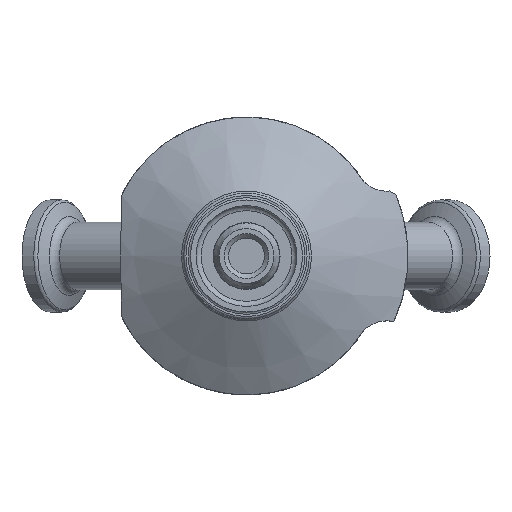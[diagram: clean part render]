
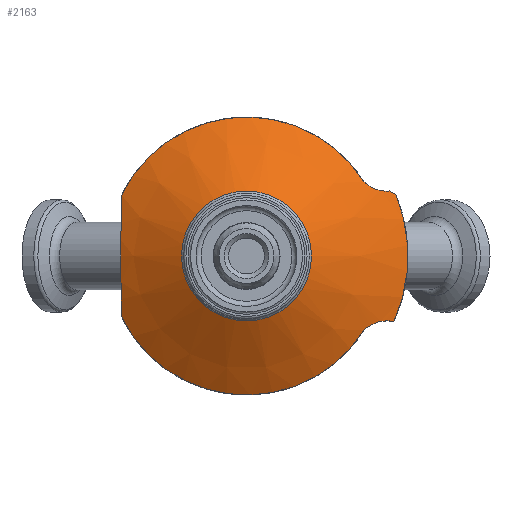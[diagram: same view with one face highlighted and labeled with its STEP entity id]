
A CAD part, front view. The second image highlights one B-rep face of the part: STEP entity #2163.
In plain terms, the highlighted conical face has half-angle 59.421 degrees and reference radius 25.246 mm.
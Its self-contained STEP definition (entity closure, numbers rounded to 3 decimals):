
#14=(
BOUNDED_CURVE()
B_SPLINE_CURVE(2,(#3543,#3544,#3545),.UNSPECIFIED.,.F.,.F.)
B_SPLINE_CURVE_WITH_KNOTS((3,3),(2.358,3.855),
 .UNSPECIFIED.)
CURVE()
GEOMETRIC_REPRESENTATION_ITEM()
RATIONAL_B_SPLINE_CURVE((1.135,1.135,1.081))
REPRESENTATION_ITEM('')
);
#15=(
BOUNDED_CURVE()
B_SPLINE_CURVE(2,(#3546,#3547,#3548),.UNSPECIFIED.,.F.,.F.)
B_SPLINE_CURVE_WITH_KNOTS((3,3),(0.861,2.358),
 .UNSPECIFIED.)
CURVE()
GEOMETRIC_REPRESENTATION_ITEM()
RATIONAL_B_SPLINE_CURVE((1.081,1.135,1.135))
REPRESENTATION_ITEM('')
);
#16=(
BOUNDED_CURVE()
B_SPLINE_CURVE(2,(#3818,#3819,#3820),.UNSPECIFIED.,.F.,.F.)
B_SPLINE_CURVE_WITH_KNOTS((3,3),(4.497,4.624),
 .UNSPECIFIED.)
CURVE()
GEOMETRIC_REPRESENTATION_ITEM()
RATIONAL_B_SPLINE_CURVE((1.015,1.008,1.))
REPRESENTATION_ITEM('')
);
#47=CONICAL_SURFACE('',#2453,25.246,1.037);
#224=B_SPLINE_CURVE_WITH_KNOTS('',3,(#3571,#3572,#3573,#3574,#3575,#3576,
#3577,#3578,#3579,#3580),.UNSPECIFIED.,.F.,.F.,(4,2,2,2,4),(3.673,
3.794,4.023,4.297,4.43),
 .UNSPECIFIED.);
#225=B_SPLINE_CURVE_WITH_KNOTS('',3,(#3804,#3805,#3806,#3807,#3808,#3809,
#3810,#3811,#3812,#3813),.UNSPECIFIED.,.F.,.F.,(4,2,2,2,4),(2.808,
2.834,3.108,3.336,3.458),
 .UNSPECIFIED.);
#323=FACE_OUTER_BOUND('',#439,.T.);
#439=EDGE_LOOP('',(#1813,#1814,#1815,#1816,#1817,#1818,#1819,#1820,#1821,
#1822,#1823,#1824,#1825));
#530=LINE('',#3815,#601);
#601=VECTOR('',#3059,25.246);
#679=CIRCLE('',#2303,14.491);
#681=CIRCLE('',#2305,14.491);
#682=CIRCLE('',#2306,14.491);
#683=CIRCLE('',#2327,31.);
#684=CIRCLE('',#2330,31.);
#773=CIRCLE('',#2454,36.);
#893=VERTEX_POINT('',#3509);
#894=VERTEX_POINT('',#3510);
#895=VERTEX_POINT('',#3513);
#902=VERTEX_POINT('',#3535);
#905=VERTEX_POINT('',#3540);
#906=VERTEX_POINT('',#3542);
#913=VERTEX_POINT('',#3568);
#914=VERTEX_POINT('',#3570);
#915=VERTEX_POINT('',#3586);
#993=VERTEX_POINT('',#3802);
#994=VERTEX_POINT('',#3816);
#1147=EDGE_CURVE('',#893,#894,#679,.T.);
#1149=EDGE_CURVE('',#894,#895,#681,.T.);
#1150=EDGE_CURVE('',#895,#893,#682,.T.);
#1163=EDGE_CURVE('',#906,#905,#14,.T.);
#1164=EDGE_CURVE('',#902,#906,#15,.T.);
#1175=EDGE_CURVE('',#914,#913,#224,.T.);
#1177=EDGE_CURVE('',#905,#914,#683,.T.);
#1179=EDGE_CURVE('',#915,#902,#684,.T.);
#1286=EDGE_CURVE('',#993,#915,#225,.T.);
#1287=EDGE_CURVE('',#895,#906,#530,.T.);
#1288=EDGE_CURVE('',#913,#994,#773,.T.);
#1289=EDGE_CURVE('',#993,#994,#16,.T.);
#1813=ORIENTED_EDGE('',*,*,#1147,.F.);
#1814=ORIENTED_EDGE('',*,*,#1150,.F.);
#1815=ORIENTED_EDGE('',*,*,#1287,.T.);
#1816=ORIENTED_EDGE('',*,*,#1163,.T.);
#1817=ORIENTED_EDGE('',*,*,#1177,.T.);
#1818=ORIENTED_EDGE('',*,*,#1175,.T.);
#1819=ORIENTED_EDGE('',*,*,#1288,.T.);
#1820=ORIENTED_EDGE('',*,*,#1289,.F.);
#1821=ORIENTED_EDGE('',*,*,#1286,.T.);
#1822=ORIENTED_EDGE('',*,*,#1179,.T.);
#1823=ORIENTED_EDGE('',*,*,#1164,.T.);
#1824=ORIENTED_EDGE('',*,*,#1287,.F.);
#1825=ORIENTED_EDGE('',*,*,#1149,.F.);
#2163=ADVANCED_FACE('',(#323),#47,.T.);
#2303=AXIS2_PLACEMENT_3D('',#3511,#2729,#2730);
#2305=AXIS2_PLACEMENT_3D('',#3514,#2733,#2734);
#2306=AXIS2_PLACEMENT_3D('',#3515,#2735,#2736);
#2327=AXIS2_PLACEMENT_3D('',#3583,#2789,#2790);
#2330=AXIS2_PLACEMENT_3D('',#3587,#2795,#2796);
#2453=AXIS2_PLACEMENT_3D('',#3814,#3057,#3058);
#2454=AXIS2_PLACEMENT_3D('',#3817,#3060,#3061);
#2729=DIRECTION('center_axis',(0.,-1.,0.));
#2730=DIRECTION('ref_axis',(1.,0.,0.));
#2733=DIRECTION('center_axis',(0.,-1.,0.));
#2734=DIRECTION('ref_axis',(1.,0.,0.));
#2735=DIRECTION('center_axis',(0.,-1.,0.));
#2736=DIRECTION('ref_axis',(1.,0.,0.));
#2789=DIRECTION('center_axis',(0.,-1.,0.));
#2790=DIRECTION('ref_axis',(-0.844,0.,0.537));
#2795=DIRECTION('center_axis',(0.,-1.,0.));
#2796=DIRECTION('ref_axis',(0.901,0.,-0.433));
#3057=DIRECTION('center_axis',(0.,1.,0.));
#3058=DIRECTION('ref_axis',(1.,0.,0.));
#3059=DIRECTION('',(-0.861,0.509,0.));
#3060=DIRECTION('center_axis',(0.,-1.,0.));
#3061=DIRECTION('ref_axis',(1.,0.,0.));
#3509=CARTESIAN_POINT('',(14.491,12.29,0.));
#3510=CARTESIAN_POINT('',(0.,12.29,14.491));
#3511=CARTESIAN_POINT('Origin',(0.,12.29,0.));
#3513=CARTESIAN_POINT('',(-14.491,12.29,0.));
#3514=CARTESIAN_POINT('Origin',(0.,12.29,0.));
#3515=CARTESIAN_POINT('Origin',(0.,12.29,0.));
#3535=CARTESIAN_POINT('',(-27.871,22.045,13.572));
#3540=CARTESIAN_POINT('',(-27.871,22.045,-13.572));
#3542=CARTESIAN_POINT('',(-28.025,20.288,0.));
#3543=CARTESIAN_POINT('Ctrl Pts',(-28.025,20.288,0.));
#3544=CARTESIAN_POINT('Ctrl Pts',(-28.025,20.288,-6.461));
#3545=CARTESIAN_POINT('Ctrl Pts',(-27.871,22.045,-13.572));
#3546=CARTESIAN_POINT('Ctrl Pts',(-27.871,22.045,13.572));
#3547=CARTESIAN_POINT('Ctrl Pts',(-28.025,20.288,6.461));
#3548=CARTESIAN_POINT('Ctrl Pts',(-28.025,20.288,0.));
#3568=CARTESIAN_POINT('',(32.878,25.,-14.665));
#3570=CARTESIAN_POINT('',(26.15,22.045,-16.649));
#3571=CARTESIAN_POINT('Ctrl Pts',(26.15,22.045,-16.649));
#3572=CARTESIAN_POINT('Ctrl Pts',(26.439,22.093,-16.345));
#3573=CARTESIAN_POINT('Ctrl Pts',(26.759,22.168,-16.063));
#3574=CARTESIAN_POINT('Ctrl Pts',(27.735,22.454,-15.35));
#3575=CARTESIAN_POINT('Ctrl Pts',(28.443,22.728,-15.007));
#3576=CARTESIAN_POINT('Ctrl Pts',(29.915,23.379,-14.54));
#3577=CARTESIAN_POINT('Ctrl Pts',(30.795,23.822,-14.428));
#3578=CARTESIAN_POINT('Ctrl Pts',(32.069,24.525,-14.506));
#3579=CARTESIAN_POINT('Ctrl Pts',(32.482,24.763,-14.569));
#3580=CARTESIAN_POINT('Ctrl Pts',(32.878,25.,-14.665));
#3583=CARTESIAN_POINT('Origin',(0.,22.045,0.));
#3586=CARTESIAN_POINT('',(26.15,22.045,16.649));
#3587=CARTESIAN_POINT('Origin',(0.,22.045,0.));
#3802=CARTESIAN_POINT('',(31.892,24.428,14.499));
#3804=CARTESIAN_POINT('Ctrl Pts',(31.892,24.428,14.499));
#3805=CARTESIAN_POINT('Ctrl Pts',(31.812,24.384,14.491));
#3806=CARTESIAN_POINT('Ctrl Pts',(31.731,24.339,14.485));
#3807=CARTESIAN_POINT('Ctrl Pts',(30.795,23.822,14.428));
#3808=CARTESIAN_POINT('Ctrl Pts',(29.915,23.379,14.54));
#3809=CARTESIAN_POINT('Ctrl Pts',(28.443,22.728,15.007));
#3810=CARTESIAN_POINT('Ctrl Pts',(27.735,22.454,15.35));
#3811=CARTESIAN_POINT('Ctrl Pts',(26.759,22.168,16.063));
#3812=CARTESIAN_POINT('Ctrl Pts',(26.439,22.093,16.345));
#3813=CARTESIAN_POINT('Ctrl Pts',(26.15,22.045,16.649));
#3814=CARTESIAN_POINT('Origin',(0.,18.645,0.));
#3815=CARTESIAN_POINT('',(-25.246,18.645,0.));
#3816=CARTESIAN_POINT('',(33.272,25.,13.746));
#3817=CARTESIAN_POINT('Origin',(0.,25.,0.));
#3818=CARTESIAN_POINT('Ctrl Pts',(31.892,24.428,14.499));
#3819=CARTESIAN_POINT('Ctrl Pts',(32.573,24.704,14.127));
#3820=CARTESIAN_POINT('Ctrl Pts',(33.272,25.,13.746));
